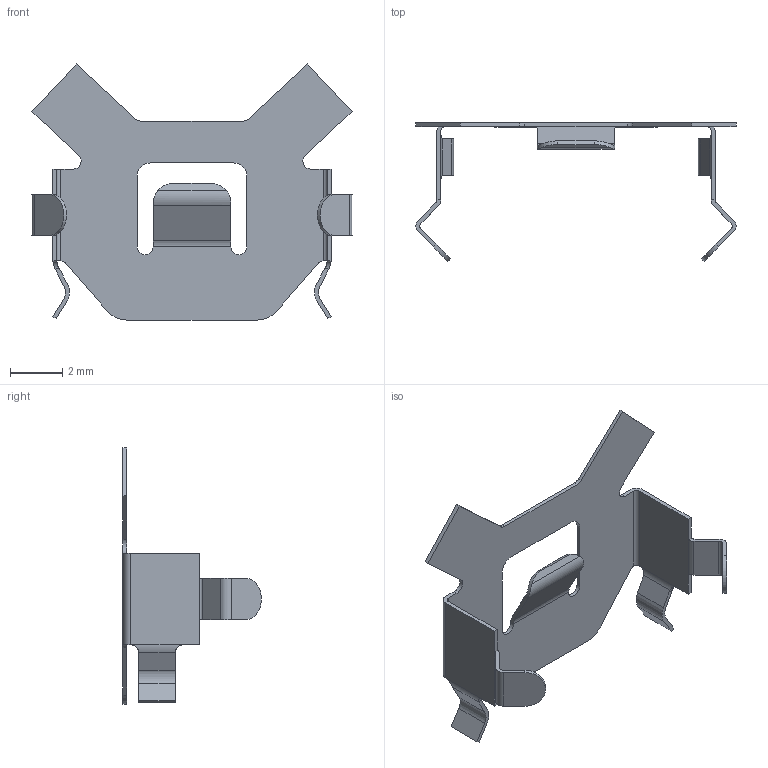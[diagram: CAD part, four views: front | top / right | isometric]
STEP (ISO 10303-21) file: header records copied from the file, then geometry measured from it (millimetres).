
FILE_DESCRIPTION(('FreeCAD Model'),'2;1');
FILE_NAME('Open CASCADE Shape Model','2023-09-01T11:35:57',(''),(''), 'Open CASCADE STEP processor 7.6','FreeCAD','Unknown');
FILE_SCHEMA(('AUTOMOTIVE_DESIGN { 1 0 10303 214 1 1 1 1 }'));
Length unit declared in the file: millimetre
Products named in the file (1): Keystone_3031_opened
Bounding box: 12.23 x 5.29 x 9.77 mm (x, y, z)
Volume: 16.8 mm3; surface area: 235.7 mm2
Topology: 1 solids, 1 shells, 119 faces, 330 edges, 214 vertices
Faces by surface type: plane 75, cylinder 44
Entity records: 3846 total; most frequent: CARTESIAN_POINT 742, ORIENTED_EDGE 660, DIRECTION 636, EDGE_CURVE 330, LINE 228, VECTOR 228, VERTEX_POINT 214, AXIS2_PLACEMENT_3D 204
